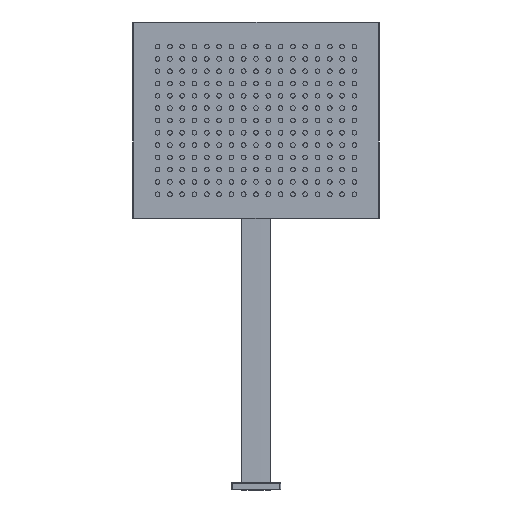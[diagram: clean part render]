
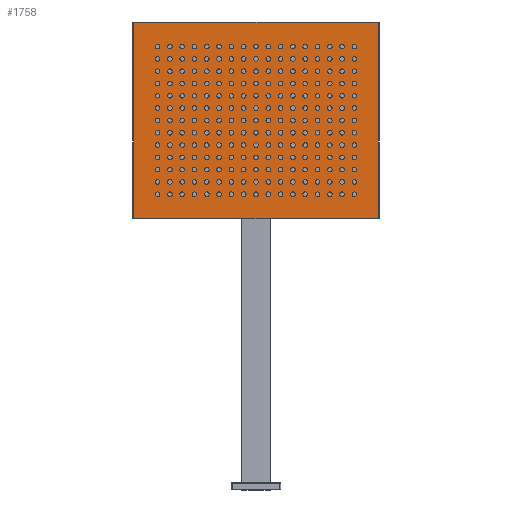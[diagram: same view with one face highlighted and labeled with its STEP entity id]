
A CAD part, front view. The second image highlights one B-rep face of the part: STEP entity #1758.
In plain terms, the highlighted face is planar.
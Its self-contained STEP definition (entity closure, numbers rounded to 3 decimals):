
#126 = CARTESIAN_POINT ( 'NONE',  ( -149.2, -119.2, 15.5 ) ) ;
#224 = ORIENTED_EDGE ( 'NONE', *, *, #6685, .T. ) ;
#246 = LINE ( 'NONE', #9433, #6063 ) ;
#453 = CARTESIAN_POINT ( 'NONE',  ( -149.2, -119.2, 15.5 ) ) ;
#909 = AXIS2_PLACEMENT_3D ( 'NONE', #11384, #12498, #6837 ) ;
#1409 = ORIENTED_EDGE ( 'NONE', *, *, #14910, .T. ) ;
#1758 = ADVANCED_FACE ( 'NONE', ( #3162 ), #5684, .T. ) ;
#2507 = DIRECTION ( 'NONE',  ( 1., 0., 0. ) ) ;
#3162 = FACE_OUTER_BOUND ( 'NONE', #4299, .T. ) ;
#3616 = VERTEX_POINT ( 'NONE', #6859 ) ;
#3948 = VERTEX_POINT ( 'NONE', #9743 ) ;
#4093 = CARTESIAN_POINT ( 'NONE',  ( -149.2, 119.2, 15.5 ) ) ;
#4162 = CARTESIAN_POINT ( 'NONE',  ( 149.2, 119.2, 15.5 ) ) ;
#4299 = EDGE_LOOP ( 'NONE', ( #224, #5387, #1409, #5778 ) ) ;
#5116 = DIRECTION ( 'NONE',  ( 0., -1., 0. ) ) ;
#5347 = EDGE_CURVE ( 'NONE', #3616, #3948, #8271, .T. ) ;
#5387 = ORIENTED_EDGE ( 'NONE', *, *, #5347, .T. ) ;
#5624 = VERTEX_POINT ( 'NONE', #4093 ) ;
#5684 = PLANE ( 'NONE',  #909 ) ;
#5694 = LINE ( 'NONE', #6667, #11430 ) ;
#5724 = LINE ( 'NONE', #453, #6070 ) ;
#5778 = ORIENTED_EDGE ( 'NONE', *, *, #13565, .T. ) ;
#6063 = VECTOR ( 'NONE', #2507, 1000. ) ;
#6070 = VECTOR ( 'NONE', #5116, 1000. ) ;
#6667 = CARTESIAN_POINT ( 'NONE',  ( -149.2, 119.2, 15.5 ) ) ;
#6685 = EDGE_CURVE ( 'NONE', #11478, #3616, #246, .T. ) ;
#6837 = DIRECTION ( 'NONE',  ( 1., 0., 0. ) ) ;
#6859 = CARTESIAN_POINT ( 'NONE',  ( 149.2, -119.2, 15.5 ) ) ;
#8271 = LINE ( 'NONE', #4162, #14355 ) ;
#9433 = CARTESIAN_POINT ( 'NONE',  ( 149.2, -119.2, 15.5 ) ) ;
#9743 = CARTESIAN_POINT ( 'NONE',  ( 149.2, 119.2, 15.5 ) ) ;
#11384 = CARTESIAN_POINT ( 'NONE',  ( -150., -120., 15.5 ) ) ;
#11430 = VECTOR ( 'NONE', #12390, 1000. ) ;
#11478 = VERTEX_POINT ( 'NONE', #126 ) ;
#12181 = DIRECTION ( 'NONE',  ( 0., 1., 0. ) ) ;
#12390 = DIRECTION ( 'NONE',  ( -1., 0., 0. ) ) ;
#12498 = DIRECTION ( 'NONE',  ( 0., 0., 1. ) ) ;
#13565 = EDGE_CURVE ( 'NONE', #5624, #11478, #5724, .T. ) ;
#14355 = VECTOR ( 'NONE', #12181, 1000. ) ;
#14910 = EDGE_CURVE ( 'NONE', #3948, #5624, #5694, .T. ) ;
